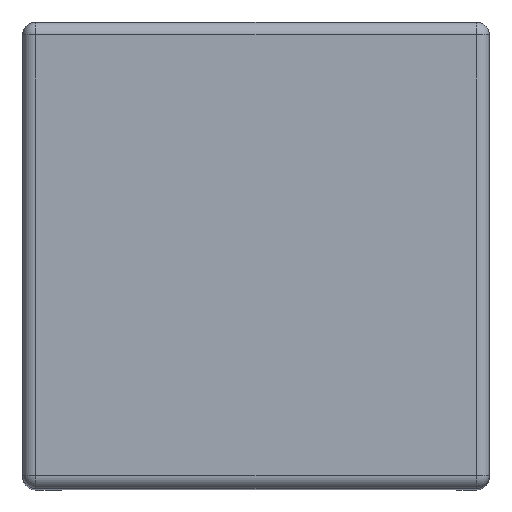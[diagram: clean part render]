
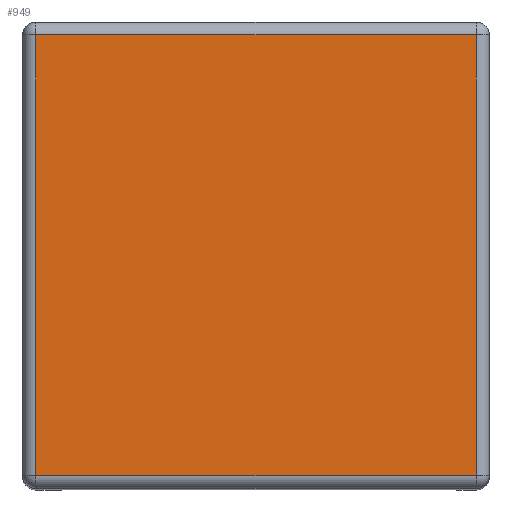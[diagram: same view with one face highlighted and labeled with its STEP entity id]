
A CAD part, top view. The second image highlights one B-rep face of the part: STEP entity #949.
In plain terms, the highlighted planar face has unit normal (0, 0, 1).
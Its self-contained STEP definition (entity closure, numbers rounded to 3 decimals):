
#452 = VERTEX_POINT('',#453);
#453 = CARTESIAN_POINT('',(3.4,-3.4,13.));
#592 = EDGE_CURVE('',#593,#452,#595,.T.);
#593 = VERTEX_POINT('',#594);
#594 = CARTESIAN_POINT('',(-3.4,-3.4,13.));
#595 = LINE('',#596,#597);
#596 = CARTESIAN_POINT('',(-3.4,-3.4,13.));
#597 = VECTOR('',#598,1.);
#598 = DIRECTION('',(1.,0.,0.));
#789 = VERTEX_POINT('',#790);
#790 = CARTESIAN_POINT('',(3.4,3.4,13.));
#797 = EDGE_CURVE('',#452,#789,#798,.T.);
#798 = LINE('',#799,#800);
#799 = CARTESIAN_POINT('',(3.4,-3.4,13.));
#800 = VECTOR('',#801,1.);
#801 = DIRECTION('',(0.,1.,0.));
#949 = ADVANCED_FACE('',(#950),#968,.T.);
#950 = FACE_BOUND('',#951,.T.);
#951 = EDGE_LOOP('',(#952,#960,#961,#962));
#952 = ORIENTED_EDGE('',*,*,#953,.F.);
#953 = EDGE_CURVE('',#593,#954,#956,.T.);
#954 = VERTEX_POINT('',#955);
#955 = CARTESIAN_POINT('',(-3.4,3.4,13.));
#956 = LINE('',#957,#958);
#957 = CARTESIAN_POINT('',(-3.4,-3.4,13.));
#958 = VECTOR('',#959,1.);
#959 = DIRECTION('',(0.,1.,0.));
#960 = ORIENTED_EDGE('',*,*,#592,.T.);
#961 = ORIENTED_EDGE('',*,*,#797,.T.);
#962 = ORIENTED_EDGE('',*,*,#963,.F.);
#963 = EDGE_CURVE('',#954,#789,#964,.T.);
#964 = LINE('',#965,#966);
#965 = CARTESIAN_POINT('',(-3.4,3.4,13.));
#966 = VECTOR('',#967,1.);
#967 = DIRECTION('',(1.,0.,0.));
#968 = PLANE('',#969);
#969 = AXIS2_PLACEMENT_3D('',#970,#971,#972);
#970 = CARTESIAN_POINT('',(-3.4,-3.4,13.));
#971 = DIRECTION('',(0.,0.,1.));
#972 = DIRECTION('',(1.,0.,0.));
